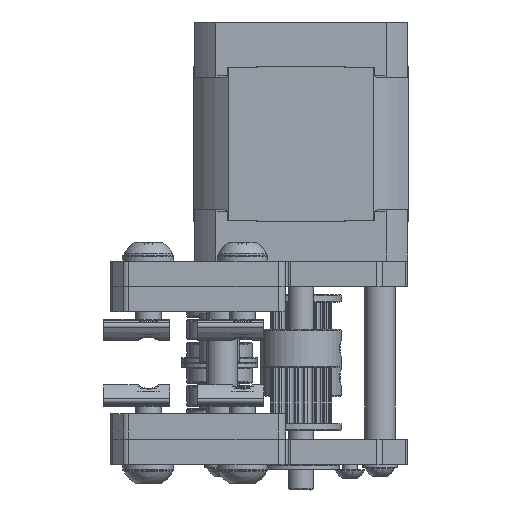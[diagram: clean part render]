
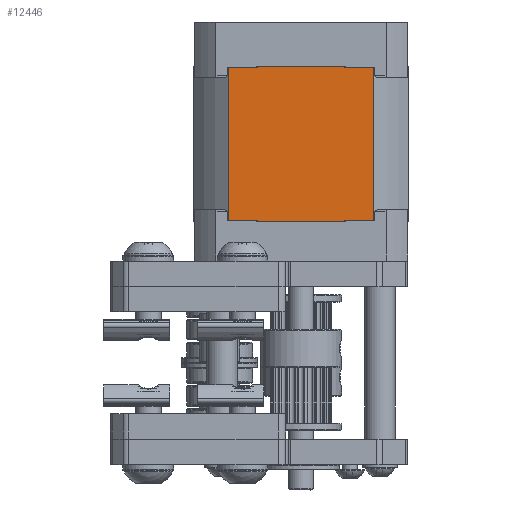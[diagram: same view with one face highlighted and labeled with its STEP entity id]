
A CAD part, left-side view. The second image highlights one B-rep face of the part: STEP entity #12446.
In plain terms, the highlighted face is planar.
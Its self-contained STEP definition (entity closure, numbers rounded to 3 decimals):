
#1186=PLANE('',#14166);
#1855=FACE_OUTER_BOUND('',#2653,.T.);
#2653=EDGE_LOOP('',(#11119,#11120,#11121,#11122,#11123,#11124,#11125,#11126,
#11127,#11128,#11129,#11130));
#3455=LINE('',#23168,#4346);
#3461=LINE('',#23198,#4352);
#3473=LINE('',#23236,#4364);
#3475=LINE('',#23241,#4366);
#3477=LINE('',#23247,#4368);
#3535=LINE('',#23453,#4426);
#3536=LINE('',#23458,#4427);
#3537=LINE('',#23462,#4428);
#3539=LINE('',#23470,#4430);
#3541=LINE('',#23474,#4432);
#3542=LINE('',#23476,#4433);
#3551=LINE('',#23507,#4442);
#4346=VECTOR('',#17603,5.724);
#4352=VECTOR('',#17627,30.2);
#4364=VECTOR('',#17667,0.1);
#4366=VECTOR('',#17671,5.724);
#4368=VECTOR('',#17677,0.1);
#4426=VECTOR('',#17875,30.2);
#4427=VECTOR('',#17882,17.012);
#4428=VECTOR('',#17887,0.1);
#4430=VECTOR('',#17893,0.1);
#4432=VECTOR('',#17899,5.724);
#4433=VECTOR('',#17902,5.724);
#4442=VECTOR('',#17937,17.012);
#6161=VERTEX_POINT('',#23165);
#6162=VERTEX_POINT('',#23167);
#6171=VERTEX_POINT('',#23197);
#6183=VERTEX_POINT('',#23234);
#6185=VERTEX_POINT('',#23240);
#6187=VERTEX_POINT('',#23246);
#6252=VERTEX_POINT('',#23450);
#6253=VERTEX_POINT('',#23452);
#6254=VERTEX_POINT('',#23456);
#6255=VERTEX_POINT('',#23460);
#6258=VERTEX_POINT('',#23467);
#6259=VERTEX_POINT('',#23469);
#7764=EDGE_CURVE('',#6161,#6162,#3455,.T.);
#7777=EDGE_CURVE('',#6162,#6171,#3461,.T.);
#7797=EDGE_CURVE('',#6161,#6183,#3473,.T.);
#7799=EDGE_CURVE('',#6171,#6185,#3475,.T.);
#7802=EDGE_CURVE('',#6187,#6185,#3477,.T.);
#7899=EDGE_CURVE('',#6253,#6252,#3535,.T.);
#7902=EDGE_CURVE('',#6183,#6254,#3536,.T.);
#7904=EDGE_CURVE('',#6254,#6255,#3537,.T.);
#7907=EDGE_CURVE('',#6259,#6258,#3539,.T.);
#7910=EDGE_CURVE('',#6252,#6259,#3541,.T.);
#7911=EDGE_CURVE('',#6255,#6253,#3542,.T.);
#7926=EDGE_CURVE('',#6258,#6187,#3551,.T.);
#11119=ORIENTED_EDGE('',*,*,#7902,.T.);
#11120=ORIENTED_EDGE('',*,*,#7904,.T.);
#11121=ORIENTED_EDGE('',*,*,#7911,.T.);
#11122=ORIENTED_EDGE('',*,*,#7899,.T.);
#11123=ORIENTED_EDGE('',*,*,#7910,.T.);
#11124=ORIENTED_EDGE('',*,*,#7907,.T.);
#11125=ORIENTED_EDGE('',*,*,#7926,.T.);
#11126=ORIENTED_EDGE('',*,*,#7802,.T.);
#11127=ORIENTED_EDGE('',*,*,#7799,.F.);
#11128=ORIENTED_EDGE('',*,*,#7777,.F.);
#11129=ORIENTED_EDGE('',*,*,#7764,.F.);
#11130=ORIENTED_EDGE('',*,*,#7797,.T.);
#12446=ADVANCED_FACE('',(#1855),#1186,.T.);
#14166=AXIS2_PLACEMENT_3D('',#23506,#17935,#17936);
#17603=DIRECTION('',(0.,1.,0.));
#17627=DIRECTION('',(0.,0.,-1.));
#17667=DIRECTION('',(0.,0.,1.));
#17671=DIRECTION('',(0.,-1.,0.));
#17677=DIRECTION('',(0.,0.,1.));
#17875=DIRECTION('',(0.,0.,-1.));
#17882=DIRECTION('',(0.,-1.,0.));
#17887=DIRECTION('',(0.,0.,-1.));
#17893=DIRECTION('',(0.,0.,-1.));
#17899=DIRECTION('',(0.,1.,0.));
#17902=DIRECTION('',(0.,-1.,0.));
#17935=DIRECTION('center_axis',(1.,0.,0.));
#17936=DIRECTION('ref_axis',(0.,0.,
-1.));
#17937=DIRECTION('',(0.,1.,0.));
#23165=CARTESIAN_POINT('',(21.1,8.506,10.66));
#23167=CARTESIAN_POINT('',(21.1,14.23,10.66));
#23168=CARTESIAN_POINT('',(21.1,8.506,10.66));
#23197=CARTESIAN_POINT('',(21.1,14.23,-19.54));
#23198=CARTESIAN_POINT('',(21.1,14.23,10.66));
#23234=CARTESIAN_POINT('',(21.1,8.506,10.76));
#23236=CARTESIAN_POINT('',(21.1,8.506,10.66));
#23240=CARTESIAN_POINT('',(21.1,8.506,-19.54));
#23241=CARTESIAN_POINT('',(21.1,14.23,-19.54));
#23246=CARTESIAN_POINT('',(21.1,8.506,-19.64));
#23247=CARTESIAN_POINT('',(21.1,8.506,-19.64));
#23450=CARTESIAN_POINT('',(21.1,-14.23,-19.54));
#23452=CARTESIAN_POINT('',(21.1,-14.23,10.66));
#23453=CARTESIAN_POINT('',(21.1,-14.23,10.66));
#23456=CARTESIAN_POINT('',(21.1,-8.506,10.76));
#23458=CARTESIAN_POINT('',(21.1,8.506,10.76));
#23460=CARTESIAN_POINT('',(21.1,-8.506,10.66));
#23462=CARTESIAN_POINT('',(21.1,-8.506,10.76));
#23467=CARTESIAN_POINT('',(21.1,-8.506,-19.64));
#23469=CARTESIAN_POINT('',(21.1,-8.506,-19.54));
#23470=CARTESIAN_POINT('',(21.1,-8.506,-19.54));
#23474=CARTESIAN_POINT('',(21.1,-14.23,-19.54));
#23476=CARTESIAN_POINT('',(21.1,-8.506,10.66));
#23506=CARTESIAN_POINT('Origin',(21.1,-14.231,10.761));
#23507=CARTESIAN_POINT('',(21.1,-8.506,-19.64));
